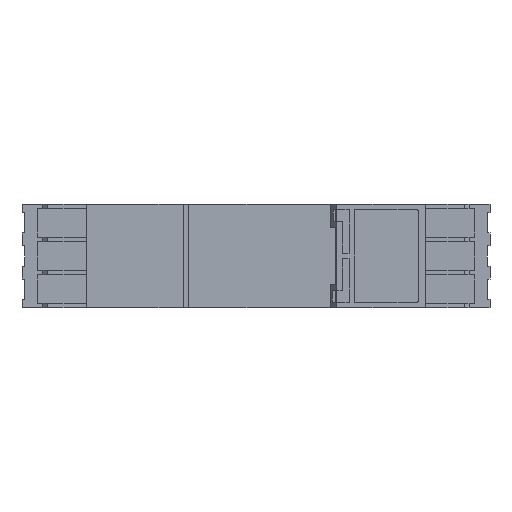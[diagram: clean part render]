
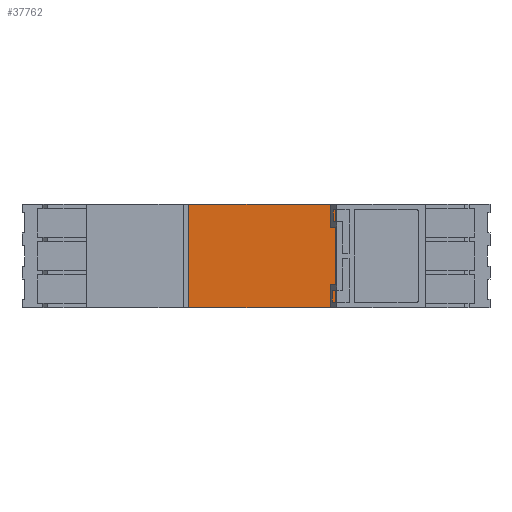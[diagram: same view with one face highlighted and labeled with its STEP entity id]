
A CAD part, front view. The second image highlights one B-rep face of the part: STEP entity #37762.
In plain terms, the highlighted planar face has unit normal (0, -1, 0).
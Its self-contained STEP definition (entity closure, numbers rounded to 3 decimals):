
#69 = CARTESIAN_POINT ( 'NONE',  ( -38.362, 59.249, 8.643 ) ) ;
#70 = DIRECTION ( 'NONE',  ( -1., 0., 0. ) ) ;
#5710 = EDGE_LOOP ( 'NONE', ( #52825, #52827, #52829, #52830 ) ) ;
#17975 = EDGE_CURVE ( 'NONE', #32429, #32278, #52564, .T. ) ;
#32277 = VERTEX_POINT ( 'NONE', #36829 ) ;
#32278 = VERTEX_POINT ( 'NONE', #36830 ) ;
#32419 = VERTEX_POINT ( 'NONE', #37040 ) ;
#32429 = VERTEX_POINT ( 'NONE', #37050 ) ;
#36829 = CARTESIAN_POINT ( 'NONE',  ( -22.424, 59.249, -13.857 ) ) ;
#36830 = CARTESIAN_POINT ( 'NONE',  ( -55.724, 59.249, 8.643 ) ) ;
#37040 = CARTESIAN_POINT ( 'NONE',  ( -55.724, 59.249, -13.857 ) ) ;
#37050 = CARTESIAN_POINT ( 'NONE',  ( -22.424, 59.249, 8.643 ) ) ;
#37728 = FACE_OUTER_BOUND ( 'NONE', #5710, .T. ) ;
#37762 = ADVANCED_FACE ( 'NONE', ( #37728 ), #38523, .T. ) ;
#37857 = EDGE_CURVE ( 'NONE', #32278, #32419, #38997, .T. ) ;
#37870 = EDGE_CURVE ( 'NONE', #32277, #32429, #39005, .T. ) ;
#37904 = EDGE_CURVE ( 'NONE', #32419, #32277, #39050, .T. ) ;
#38523 = PLANE ( 'NONE',  #38551 ) ;
#38524 = CARTESIAN_POINT ( 'NONE',  ( -55.724, 59.249, -14.357 ) ) ;
#38525 = DIRECTION ( 'NONE',  ( 0., -1., 0. ) ) ;
#38526 = DIRECTION ( 'NONE',  ( 0., 0., -1. ) ) ;
#38551 = AXIS2_PLACEMENT_3D ( 'NONE', #38524, #38525, #38526 ) ;
#38997 = LINE ( 'NONE', #40581, #40469 ) ;
#39005 = LINE ( 'NONE', #40601, #40473 ) ;
#39050 = LINE ( 'NONE', #40647, #40730 ) ;
#40469 = VECTOR ( 'NONE', #40582, 1000. ) ;
#40473 = VECTOR ( 'NONE', #40602, 1000. ) ;
#40581 = CARTESIAN_POINT ( 'NONE',  ( -55.724, 59.249, -14.357 ) ) ;
#40582 = DIRECTION ( 'NONE',  ( 0., 0., -1. ) ) ;
#40601 = CARTESIAN_POINT ( 'NONE',  ( -22.424, 59.249, -14.357 ) ) ;
#40602 = DIRECTION ( 'NONE',  ( 0., 0., 1. ) ) ;
#40647 = CARTESIAN_POINT ( 'NONE',  ( -55.724, 59.249, -13.857 ) ) ;
#40648 = DIRECTION ( 'NONE',  ( 1., 0., 0. ) ) ;
#40730 = VECTOR ( 'NONE', #40648, 1000. ) ;
#52564 = LINE ( 'NONE', #69, #52924 ) ;
#52825 = ORIENTED_EDGE ( 'NONE', *, *, #37904, .T. ) ;
#52827 = ORIENTED_EDGE ( 'NONE', *, *, #37870, .T. ) ;
#52829 = ORIENTED_EDGE ( 'NONE', *, *, #17975, .T. ) ;
#52830 = ORIENTED_EDGE ( 'NONE', *, *, #37857, .T. ) ;
#52924 = VECTOR ( 'NONE', #70, 1000. ) ;
